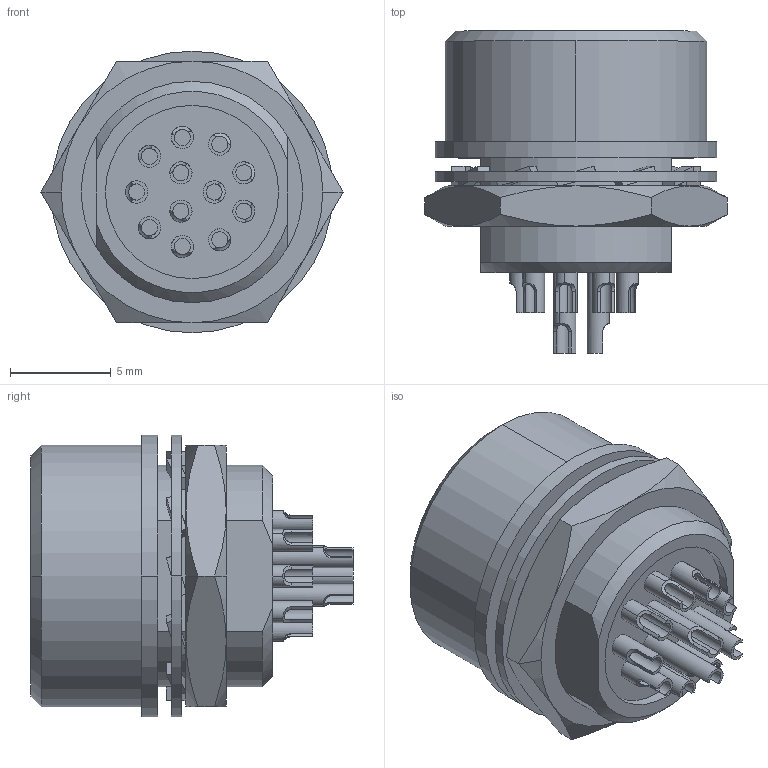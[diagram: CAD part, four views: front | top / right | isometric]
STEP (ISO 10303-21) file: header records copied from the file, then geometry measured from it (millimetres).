
FILE_DESCRIPTION(('CoCreate Modeling STEP Export'),'2;1');
FILE_NAME('HR10A-10TR-12S.stp','2011-05-11T11:19:28',(''),(''),'CoCreate Modeling STEP processor for AP214 (Solid Model)','CoCreate Modeling 17.0 01-Apr-2010 (C) Parametric Technology GmbH','');
FILE_SCHEMA(('AUTOMOTIVE_DESIGN { 1 0 10303 214 1 1 1 1 }'));
Length unit declared in the file: millimetre
Products named in the file (1): HR10A-10TR-12S
Bounding box: 15.01 x 16 x 14 mm (x, y, z)
Volume: 1305.5 mm3; surface area: 1542.4 mm2
Topology: 1 solids, 1 shells, 272 faces, 767 edges, 503 vertices
Faces by surface type: plane 142, cylinder 108, cone 22
Entity records: 12263 total; most frequent: CARTESIAN_POINT 5860, ORIENTED_EDGE 1534, DIRECTION 1072, EDGE_CURVE 767, VERTEX_POINT 503, VECTOR 386, LINE 386, AXIS2_PLACEMENT_3D 343
